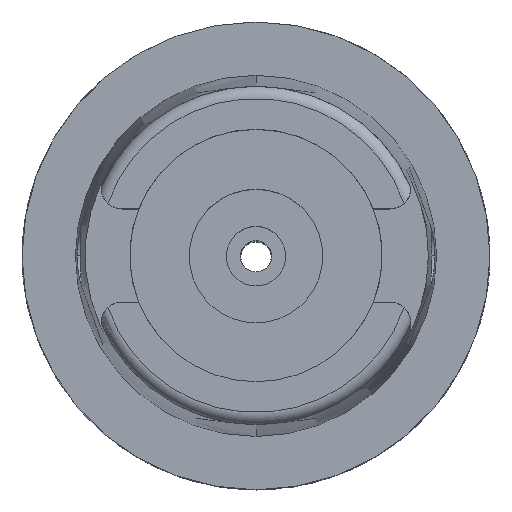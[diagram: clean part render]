
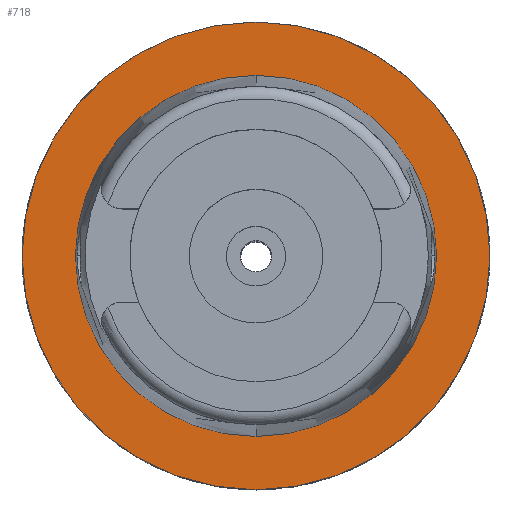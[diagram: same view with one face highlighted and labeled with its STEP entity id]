
A CAD part, top view. The second image highlights one B-rep face of the part: STEP entity #718.
In plain terms, the highlighted planar face has unit normal (0, 0, 1).
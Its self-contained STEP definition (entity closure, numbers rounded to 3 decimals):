
#46 = EDGE_CURVE ( 'NONE', #1888, #300, #3301, .T. ) ;
#240 = DIRECTION ( 'NONE',  ( 0., 0., 1. ) ) ;
#300 = VERTEX_POINT ( 'NONE', #1866 ) ;
#399 = CIRCLE ( 'NONE', #1088, 31.5 ) ;
#497 = AXIS2_PLACEMENT_3D ( 'NONE', #1200, #3813, #938 ) ;
#517 = ORIENTED_EDGE ( 'NONE', *, *, #2122, .F. ) ;
#718 = ADVANCED_FACE ( 'NONE', ( #2714, #4414 ), #2297, .T. ) ;
#774 = DIRECTION ( 'NONE',  ( 0., 1., 0. ) ) ;
#938 = DIRECTION ( 'NONE',  ( 0., -1., 0. ) ) ;
#959 = CARTESIAN_POINT ( 'NONE',  ( 0., -24.315, 0. ) ) ;
#977 = DIRECTION ( 'NONE',  ( 0., 1., 0. ) ) ;
#1088 = AXIS2_PLACEMENT_3D ( 'NONE', #3554, #3960, #977 ) ;
#1200 = CARTESIAN_POINT ( 'NONE',  ( 0., 0., 0. ) ) ;
#1435 = VERTEX_POINT ( 'NONE', #2587 ) ;
#1546 = CARTESIAN_POINT ( 'NONE',  ( 0., 0., 0. ) ) ;
#1750 = EDGE_CURVE ( 'NONE', #300, #1888, #2373, .T. ) ;
#1819 = EDGE_CURVE ( 'NONE', #2044, #1435, #5156, .T. ) ;
#1866 = CARTESIAN_POINT ( 'NONE',  ( 0., 24.315, 0. ) ) ;
#1888 = VERTEX_POINT ( 'NONE', #959 ) ;
#2042 = AXIS2_PLACEMENT_3D ( 'NONE', #1546, #2346, #774 ) ;
#2044 = VERTEX_POINT ( 'NONE', #3805 ) ;
#2122 = EDGE_CURVE ( 'NONE', #1435, #2044, #399, .T. ) ;
#2142 = CARTESIAN_POINT ( 'NONE',  ( 0., 0., 0. ) ) ;
#2297 = PLANE ( 'NONE',  #5035 ) ;
#2346 = DIRECTION ( 'NONE',  ( 0., 0., 1. ) ) ;
#2373 = CIRCLE ( 'NONE', #2042, 24.315 ) ;
#2587 = CARTESIAN_POINT ( 'NONE',  ( 0., 31.5, 0. ) ) ;
#2714 = FACE_OUTER_BOUND ( 'NONE', #2839, .T. ) ;
#2839 = EDGE_LOOP ( 'NONE', ( #517, #4146 ) ) ;
#2881 = DIRECTION ( 'NONE',  ( 1., 0., 0. ) ) ;
#2887 = ORIENTED_EDGE ( 'NONE', *, *, #1750, .F. ) ;
#2938 = DIRECTION ( 'NONE',  ( 0., 0., 1. ) ) ;
#3301 = CIRCLE ( 'NONE', #4525, 24.315 ) ;
#3399 = DIRECTION ( 'NONE',  ( 0., -1., 0. ) ) ;
#3554 = CARTESIAN_POINT ( 'NONE',  ( 0., 0., 0. ) ) ;
#3805 = CARTESIAN_POINT ( 'NONE',  ( 0., -31.5, 0. ) ) ;
#3813 = DIRECTION ( 'NONE',  ( 0., 0., -1. ) ) ;
#3818 = EDGE_LOOP ( 'NONE', ( #2887, #4814 ) ) ;
#3960 = DIRECTION ( 'NONE',  ( 0., 0., -1. ) ) ;
#3997 = CARTESIAN_POINT ( 'NONE',  ( 0., 0., 0. ) ) ;
#4146 = ORIENTED_EDGE ( 'NONE', *, *, #1819, .F. ) ;
#4414 = FACE_BOUND ( 'NONE', #3818, .T. ) ;
#4525 = AXIS2_PLACEMENT_3D ( 'NONE', #2142, #2938, #3399 ) ;
#4814 = ORIENTED_EDGE ( 'NONE', *, *, #46, .F. ) ;
#5035 = AXIS2_PLACEMENT_3D ( 'NONE', #3997, #240, #2881 ) ;
#5156 = CIRCLE ( 'NONE', #497, 31.5 ) ;
